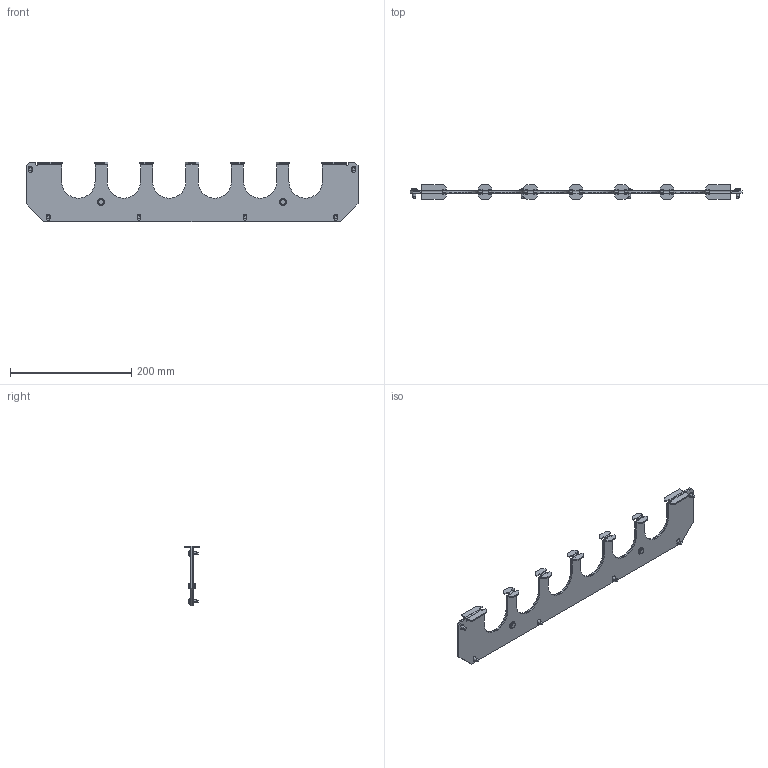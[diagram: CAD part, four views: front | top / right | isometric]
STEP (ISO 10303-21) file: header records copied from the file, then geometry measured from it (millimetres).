
FILE_DESCRIPTION (( 'STEP AP203' ), '1' );
FILE_NAME ('UR29105101200 Ïàíåëü êàáåëüíîãî ââîäà êîíöåâàÿ 100ìì RS52 00.120 (2øò) (000.801.581-05).STEP', '2022-04-15T11:33:26', ( '' ), ( '' ), 'SwSTEP 2.0', 'SolidWorks 2017', '' );
FILE_SCHEMA (( 'CONFIG_CONTROL_DESIGN' ));
Length unit declared in the file: millimetre
Products named in the file (4): Âèíò DIN 7500 C TORX_Œ5å12; UR29105101200 Ïàíåëü êàáåëüíîãî ââîäà êîíöåâàÿ 100ìì RS52 00.120 (2øò) (000.801.581-05); 003-511 Ïàíåëü êîíöåâàÿ êàáåëüíîãî ââîäà RS52_05 (00.65); ч蜱齁罻 ST-9
Assembly tree (12 placements, depth 2):
  UR29105101200 Ïàíåëü êàáåëüíîãî ââîäà êîíöåâàÿ 100ìì RS52 00.120 (2øò) (000.801.581-05)
    003-511 Ïàíåëü êîíöåâàÿ êàáåëüíîãî ââîäà RS52_05 (00.65)  x2
    ч蜱齁罻 ST-9  x4
    Âèíò DIN 7500 C TORX_Œ5å12  x6
Bounding box: 548 x 24 x 97.5 mm (x, y, z)
Volume: 147533.5 mm3; surface area: 158596.7 mm2
Topology: 12 solids, 12 shells, 658 faces, 1792 edges, 1172 vertices
Faces by surface type: plane 368, cylinder 214, cone 32, torus 32, sphere 12
Entity records: 8090 total; most frequent: CARTESIAN_POINT 1414, DIRECTION 1273, ORIENTED_EDGE 1268, EDGE_CURVE 634, VECTOR 431, LINE 431, AXIS2_PLACEMENT_3D 421, VERTEX_POINT 416
